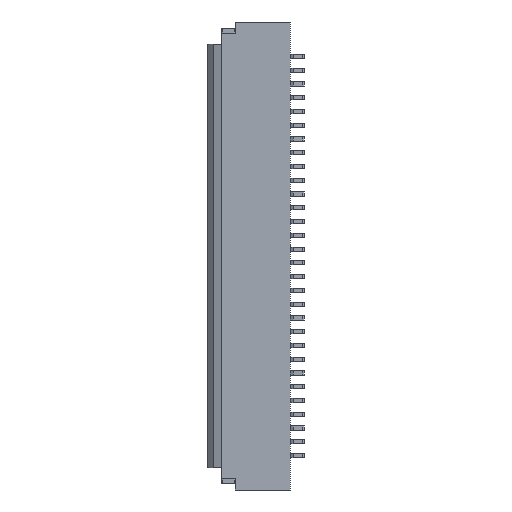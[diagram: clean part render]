
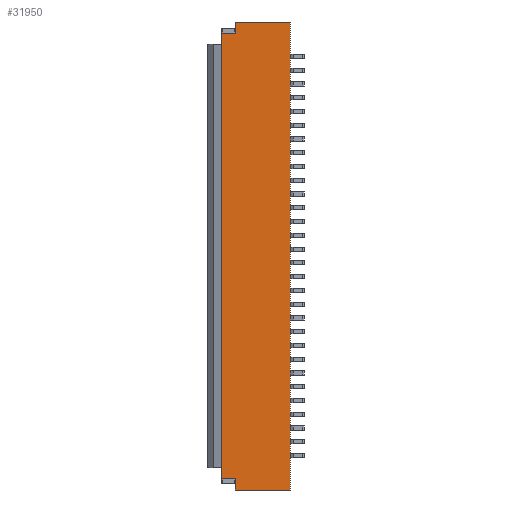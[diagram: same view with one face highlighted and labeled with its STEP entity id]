
A CAD part, front view. The second image highlights one B-rep face of the part: STEP entity #31950.
In plain terms, the highlighted planar face has unit normal (0, -1, 0).
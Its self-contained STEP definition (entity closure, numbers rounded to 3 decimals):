
#4490=CARTESIAN_POINT('',(8.,0.,6.162));
#4500=DIRECTION('',(1.,0.,0.));
#4510=VECTOR('',#4500,1.);
#4520=LINE('',#4490,#4510);
#4530=CARTESIAN_POINT('',(8.,0.,6.162));
#4540=VERTEX_POINT('',#4530);
#4550=CARTESIAN_POINT('',(10.,0.,6.162));
#4560=VERTEX_POINT('',#4550);
#4570=EDGE_CURVE('',#4540,#4560,#4520,.T.);
#16920=CARTESIAN_POINT('',(8.,0.,5.925));
#16930=DIRECTION('',(0.,0.,-1.));
#16940=VECTOR('',#16930,1.);
#16950=LINE('',#16920,#16940);
#16960=CARTESIAN_POINT('',(8.,0.,5.75));
#16970=VERTEX_POINT('',#16960);
#16980=EDGE_CURVE('',#4540,#16970,#16950,.T.);
#31400=CARTESIAN_POINT('',(7.5,0.,7.5));
#31410=DIRECTION('',(0.,-1.,0.));
#31420=DIRECTION('',(1.,0.,0.));
#31430=AXIS2_PLACEMENT_3D('',#31400,#31410,#31420);
#31440=PLANE('',#31430);
#31450=CARTESIAN_POINT('',(10.,0.,5.75));
#31460=DIRECTION('',(1.,0.,0.));
#31470=VECTOR('',#31460,1.);
#31480=LINE('',#31450,#31470);
#31490=CARTESIAN_POINT('',(7.5,0.,5.75));
#31500=VERTEX_POINT('',#31490);
#31510=EDGE_CURVE('',#31500,#16970,#31480,.T.);
#31520=ORIENTED_EDGE('',*,*,#31510,.F.);
#31530=ORIENTED_EDGE('',*,*,#16980,.T.);
#31540=ORIENTED_EDGE('',*,*,#4570,.F.);
#31550=CARTESIAN_POINT('',(10.,0.,-14.675));
#31560=DIRECTION('',(0.,0.,1.));
#31570=VECTOR('',#31560,1.);
#31580=LINE('',#31550,#31570);
#31590=CARTESIAN_POINT('',(10.,0.,-10.838));
#31600=VERTEX_POINT('',#31590);
#31610=EDGE_CURVE('',#31600,#4560,#31580,.T.);
#31620=ORIENTED_EDGE('',*,*,#31610,.T.);
#31630=CARTESIAN_POINT('',(8.,0.,-10.838));
#31640=DIRECTION('',(1.,0.,0.));
#31650=VECTOR('',#31640,1.);
#31660=LINE('',#31630,#31650);
#31670=CARTESIAN_POINT('',(8.,0.,-10.838));
#31680=VERTEX_POINT('',#31670);
#31690=EDGE_CURVE('',#31680,#31600,#31660,.T.);
#31700=ORIENTED_EDGE('',*,*,#31690,.T.);
#31710=CARTESIAN_POINT('',(8.,0.,-10.6));
#31720=DIRECTION('',(0.,0.,1.));
#31730=VECTOR('',#31720,1.);
#31740=LINE('',#31710,#31730);
#31750=CARTESIAN_POINT('',(8.,0.,-10.425));
#31760=VERTEX_POINT('',#31750);
#31770=EDGE_CURVE('',#31680,#31760,#31740,.T.);
#31780=ORIENTED_EDGE('',*,*,#31770,.F.);
#31790=CARTESIAN_POINT('',(10.,0.,-10.425));
#31800=DIRECTION('',(1.,0.,0.));
#31810=VECTOR('',#31800,1.);
#31820=LINE('',#31790,#31810);
#31830=CARTESIAN_POINT('',(7.5,0.,-10.425));
#31840=VERTEX_POINT('',#31830);
#31850=EDGE_CURVE('',#31840,#31760,#31820,.T.);
#31860=ORIENTED_EDGE('',*,*,#31850,.T.);
#31870=CARTESIAN_POINT('',(7.5,0.,3.663));
#31880=DIRECTION('',(0.,0.,1.));
#31890=VECTOR('',#31880,1.);
#31900=LINE('',#31870,#31890);
#31910=EDGE_CURVE('',#31840,#31500,#31900,.T.);
#31920=ORIENTED_EDGE('',*,*,#31910,.F.);
#31930=EDGE_LOOP('',(#31920,#31860,#31780,#31700,#31620,#31540,#31530,
#31520));
#31940=FACE_OUTER_BOUND('',#31930,.T.);
#31950=ADVANCED_FACE('',(#31940),#31440,.T.);
